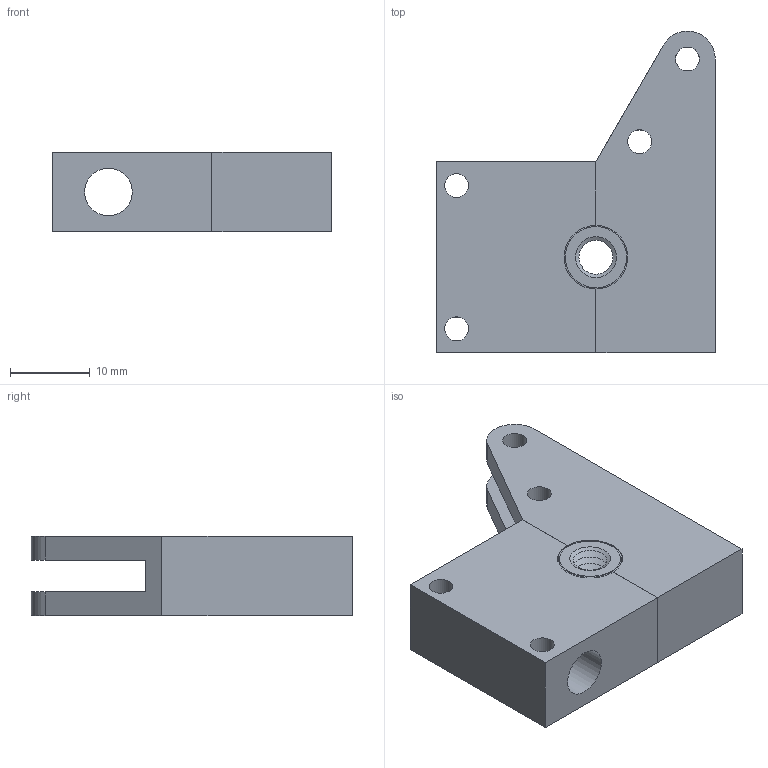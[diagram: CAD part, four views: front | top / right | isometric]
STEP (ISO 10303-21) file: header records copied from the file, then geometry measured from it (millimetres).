
FILE_DESCRIPTION((''),'2;1');
FILE_NAME('OUT.STP','2017-04-08T16:11:13',(''),(''),'STEP Write','Mastercam V9 ... CNC Software, Inc.','');
FILE_SCHEMA(('CONFIG_CONTROL_DESIGN'));
Length unit declared in the file: millimetre
Bounding box: 35 x 40.4 x 10 mm (x, y, z)
Volume: 8191 mm3; surface area: 6312.9 mm2
Topology: 3 solids, 3 shells, 64 faces, 201 edges, 194 vertices
Faces by surface type: cone 27, plane 20, cylinder 13, torus 4
Full cylindrical faces by diameter (mm): 2 x1, 3 x6, 5.98 x1, 20 x1
Entity records: 2092 total; most frequent: CARTESIAN_POINT 436, DIRECTION 342, ORIENTED_EDGE 218, AXIS2_PLACEMENT_3D 127, EDGE_LOOP 117, EDGE_CURVE 109, VECTOR 88, LINE 88
